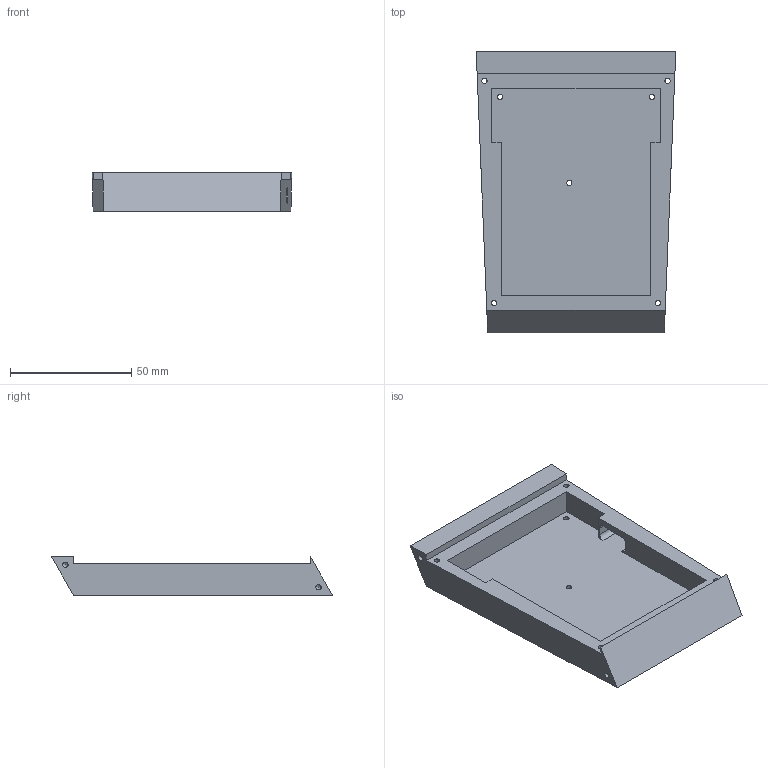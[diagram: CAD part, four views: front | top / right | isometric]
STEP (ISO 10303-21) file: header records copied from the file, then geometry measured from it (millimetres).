
FILE_DESCRIPTION(/* description */ ('STEP AP242','CAx-IF Rec.Pracs.---Representation and Presentation of Product Manufacturing Information (PMI)---4.0---2014-10-13','CAx-IF Rec.Pracs.---3D Tessellated Geometry---0.4---2014-09-14','2;1'),/* implementation_level */ '2;1');
FILE_NAME(/* name */ '670c3e5f888a0238dd99549d',/* time_stamp */ '2024-10-13T21:40:47Z',/* author */ (''),/* organization */ (''),/* preprocessor_version */ 'ST-DEVELOPER v20',/* originating_system */ ' ',/* authorisation */ ' ');
FILE_SCHEMA (('AP242_MANAGED_MODEL_BASED_3D_ENGINEERING_MIM_LF { 1 0 10303 442 1 1 4 }'));
Length unit declared in the file: metre
Products named in the file (1): Base
Bounding box: 82.26 x 115.96 x 16 mm (x, y, z)
Volume: 54104.5 mm3; surface area: 26423.3 mm2
Topology: 1 solids, 1 shells, 40 faces, 114 edges, 76 vertices
Faces by surface type: plane 21, cylinder 15, cone 4
Full cylindrical faces by diameter (mm): 2.2 x11
Entity records: 1231 total; most frequent: CARTESIAN_POINT 204, DIRECTION 203, ORIENTED_EDGE 182, EDGE_CURVE 91, FACE_BOUND 75, VERTEX_POINT 72, EDGE_LOOP 71, AXIS2_PLACEMENT_3D 71
